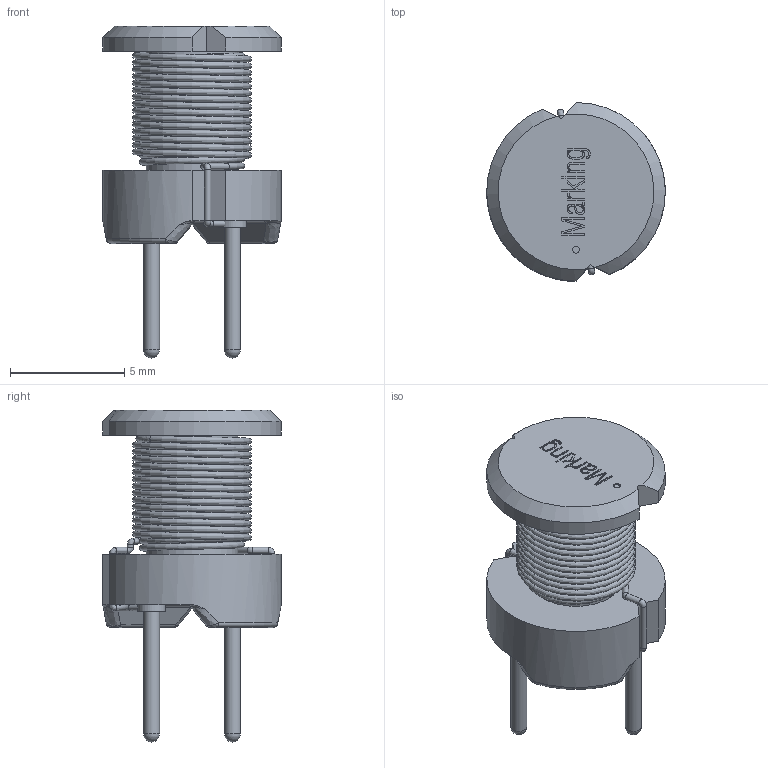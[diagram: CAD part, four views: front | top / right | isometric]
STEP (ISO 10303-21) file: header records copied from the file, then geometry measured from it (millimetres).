
FILE_DESCRIPTION( ( 'Unknown' ), '1' );
FILE_NAME( 'WE-TI_Typ_L.stp', 'Unknown', ( 'Unknown' ), ( 'Unknown' ), 'PSStep 17.0.49', 'Unknown', ' ' );
FILE_SCHEMA( ( 'AUTOMOTIVE_DESIGN { 1 0 10303 214 1 1 1 1 }' ) );
Length unit declared in the file: millimetre
Products named in the file (4): Assem1; Kern; Pin
Assembly tree (4 placements, depth 2):
  Assem1
    Kern
    Kern
    Pin  x2
Bounding box: 7.8 x 7.8 x 14.5 mm (x, y, z)
Volume: 259.3 mm3; surface area: 757.6 mm2
Topology: 4 solids, 4 shells, 165 faces, 390 edges, 250 vertices
Faces by surface type: plane 96, bspline 25, cylinder 22, extrusion 12, torus 6, cone 2, sphere 2
Full cylindrical faces by diameter (mm): 0.27 x4, 0.3 x1, 0.7 x6, 1.2 x2, 4 x1
Entity records: 12511 total; most frequent: CARTESIAN_POINT 8041, ORIENTED_EDGE 688, DIRECTION 488, EDGE_CURVE 344, VERTEX_POINT 240, EDGE_LOOP 204, B_SPLINE_CURVE_WITH_KNOTS 191, FACE_OUTER_BOUND 187
